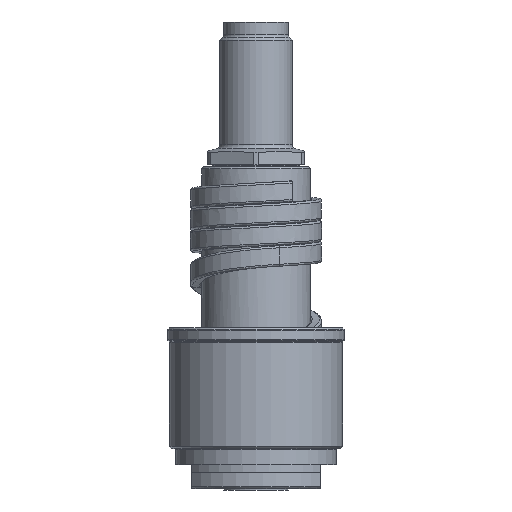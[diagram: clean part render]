
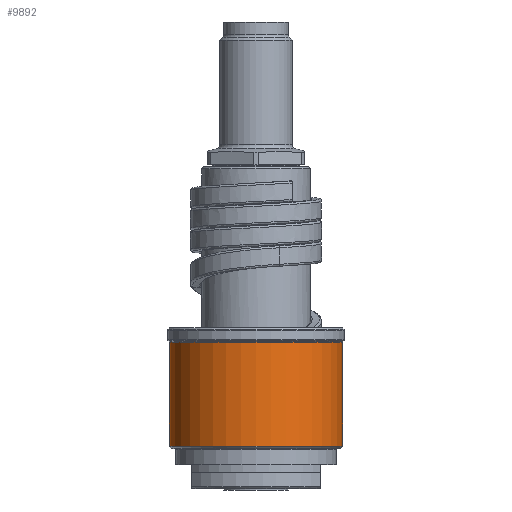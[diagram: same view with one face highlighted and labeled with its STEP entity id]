
A CAD part, front view. The second image highlights one B-rep face of the part: STEP entity #9892.
In plain terms, the highlighted cylindrical face has radius 21.5 mm (diameter 43 mm), a partial arc.
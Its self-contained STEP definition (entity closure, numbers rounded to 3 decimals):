
#3008=CARTESIAN_POINT('',(0.,0.,10.583));
#3009=DIRECTION('',(0.,0.,1.));
#3010=DIRECTION('',(-1.,0.,0.));
#3011=AXIS2_PLACEMENT_3D('',#3008,#3009,#3010);
#3013=DIRECTION('',(0.,0.,-1.));
#3014=VECTOR('',#3013,25.834);
#3015=CARTESIAN_POINT('',(-21.5,0.,36.417));
#3016=LINE('',#3015,#3014);
#3017=CARTESIAN_POINT('',(0.,0.,36.417));
#3018=DIRECTION('',(0.,0.,1.));
#3019=DIRECTION('',(-1.,0.,0.));
#3020=AXIS2_PLACEMENT_3D('',#3017,#3018,#3019);
#3022=DIRECTION('',(0.,0.,-1.));
#3023=VECTOR('',#3022,25.834);
#3024=CARTESIAN_POINT('',(21.5,0.,36.417));
#3025=LINE('',#3024,#3023);
#5810=CARTESIAN_POINT('',(21.5,0.,36.417));
#5811=CARTESIAN_POINT('',(-21.5,0.,36.417));
#5812=VERTEX_POINT('',#5810);
#5813=VERTEX_POINT('',#5811);
#5836=CARTESIAN_POINT('',(21.5,0.,10.583));
#5837=VERTEX_POINT('',#5836);
#5838=CARTESIAN_POINT('',(-21.5,0.,10.583));
#5839=VERTEX_POINT('',#5838);
#9880=CARTESIAN_POINT('',(0.,0.,8.5));
#9881=DIRECTION('',(0.,0.,1.));
#9882=DIRECTION('',(-1.,0.,0.));
#9883=AXIS2_PLACEMENT_3D('',#9880,#9881,#9882);
#9884=CYLINDRICAL_SURFACE('',#9883,21.5);
#9885=ORIENTED_EDGE('',*,*,#7851,.F.);
#9886=ORIENTED_EDGE('',*,*,#7832,.F.);
#9888=ORIENTED_EDGE('',*,*,#9887,.T.);
#9889=ORIENTED_EDGE('',*,*,#7828,.T.);
#9890=EDGE_LOOP('',(#9885,#9886,#9888,#9889));
#9891=FACE_OUTER_BOUND('',#9890,.F.);
#3012=CIRCLE('',#3011,21.5);
#3021=CIRCLE('',#3020,21.5);
#7828=EDGE_CURVE('',#5812,#5837,#3025,.T.);
#7832=EDGE_CURVE('',#5813,#5839,#3016,.T.);
#7851=EDGE_CURVE('',#5839,#5837,#3012,.T.);
#9887=EDGE_CURVE('',#5813,#5812,#3021,.T.);
#9892=ADVANCED_FACE('',(#9891),#9884,.T.);
